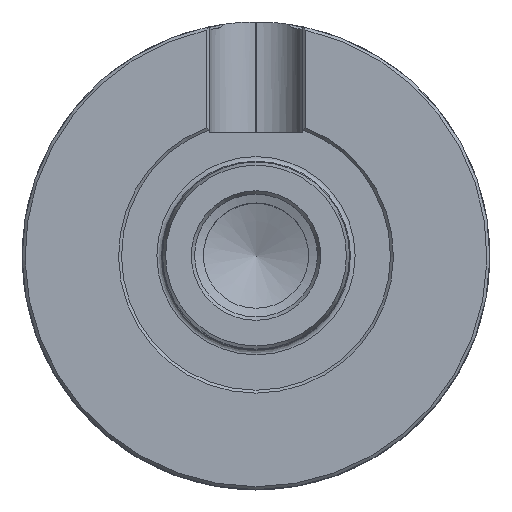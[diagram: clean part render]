
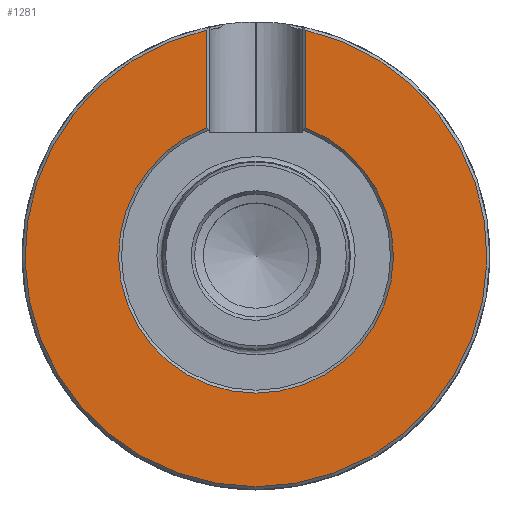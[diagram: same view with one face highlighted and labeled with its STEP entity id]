
A CAD part, top view. The second image highlights one B-rep face of the part: STEP entity #1281.
In plain terms, the highlighted face is planar.
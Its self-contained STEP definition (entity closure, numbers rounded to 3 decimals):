
#784=CIRCLE('',#7918,39.5);
#785=CIRCLE('',#7920,23.5);
#1281=ADVANCED_FACE('CU_VLE_LO_SU_1',(#1934),#1675,.T.);
#1675=PLANE('',#7921);
#1934=FACE_OUTER_BOUND('',#2349,.T.);
#2349=EDGE_LOOP('',(#3293,#3294,#3295,#3296));
#3293=ORIENTED_EDGE('',*,*,#5899,.F.);
#3294=ORIENTED_EDGE('',*,*,#5861,.T.);
#3295=ORIENTED_EDGE('',*,*,#5898,.T.);
#3296=ORIENTED_EDGE('',*,*,#5856,.T.);
#5076=VERTEX_POINT('',#14359);
#5077=VERTEX_POINT('',#14360);
#5080=VERTEX_POINT('',#14377);
#5081=VERTEX_POINT('',#14379);
#5856=EDGE_CURVE('',#5076,#5077,#6789,.T.);
#5861=EDGE_CURVE('',#5081,#5080,#6791,.T.);
#5898=EDGE_CURVE('',#5080,#5076,#784,.T.);
#5899=EDGE_CURVE('',#5081,#5077,#785,.T.);
#6789=LINE('',#14358,#7284);
#6791=LINE('',#14378,#7286);
#7284=VECTOR('',#8983,1.);
#7286=VECTOR('',#8987,1.);
#7918=AXIS2_PLACEMENT_3D('',#14489,#9076,#9077);
#7920=AXIS2_PLACEMENT_3D('',#14491,#9080,#9081);
#7921=AXIS2_PLACEMENT_3D('',#14492,#9082,#9083);
#8983=DIRECTION('',(0.,0.,-1.));
#8987=DIRECTION('',(0.,0.,1.));
#9076=DIRECTION('',(0.,1.,0.));
#9077=DIRECTION('',(-1.,0.,0.));
#9080=DIRECTION('',(0.,1.,0.));
#9081=DIRECTION('',(-1.,0.,0.));
#9082=DIRECTION('',(0.,1.,0.));
#9083=DIRECTION('',(-1.,0.,0.));
#14358=CARTESIAN_POINT('',(-8.511,0.,23.5));
#14359=CARTESIAN_POINT('',(-8.511,0.,38.572));
#14360=CARTESIAN_POINT('',(-8.511,0.,21.905));
#14377=CARTESIAN_POINT('',(8.511,0.,38.572));
#14378=CARTESIAN_POINT('',(8.511,0.,23.5));
#14379=CARTESIAN_POINT('',(8.511,0.,21.905));
#14489=CARTESIAN_POINT('',(0.,0.,0.));
#14491=CARTESIAN_POINT('',(0.,0.,0.));
#14492=CARTESIAN_POINT('',(0.,0.,23.5));
